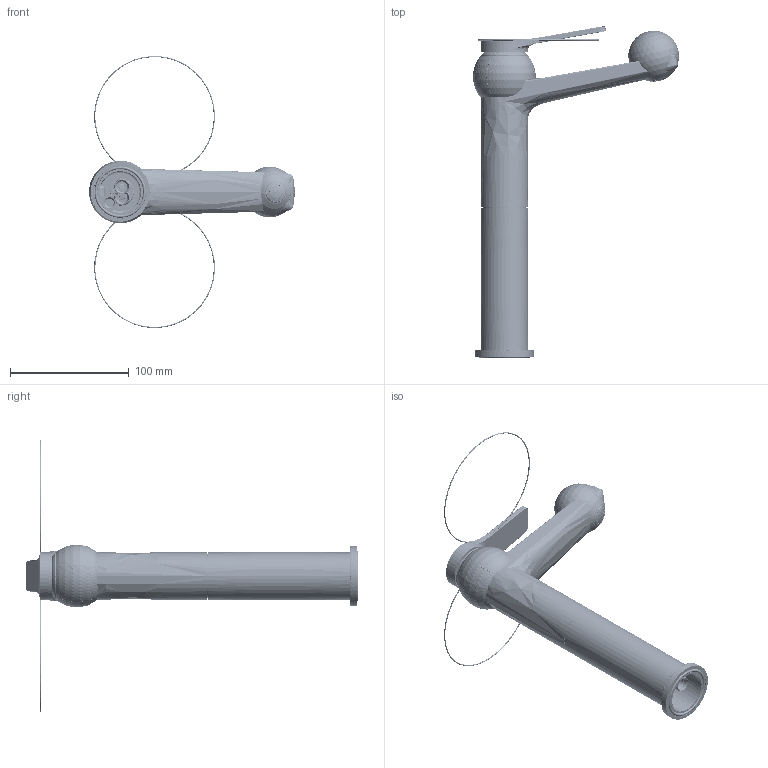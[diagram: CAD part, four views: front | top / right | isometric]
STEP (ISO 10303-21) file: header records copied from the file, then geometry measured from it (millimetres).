
FILE_DESCRIPTION((''),'2;1');
FILE_NAME('WNW168B73_ASM_ASM','2020-05-05T',('fth20'),(''),'CREO PARAMETRIC BY PTC INC, 2015480','CREO PARAMETRIC BY PTC INC, 2015480','');
FILE_SCHEMA(('CONFIG_CONTROL_DESIGN'));
Products named in the file (29): 80W168B7301_1; 81W168B73_1; 80T168B7301_ASM_1_ASM; 80G40X120_1; 70T168B7301_ASM_1_ASM; 80W168014_1; 80W06177_1; 80W06144_1; 8NM60000_1; 81T168B73_ASM_1_ASM; 8J23X2A_AF0_4; 8J24X2A_AF0_4; 8EM4X10_2; J10250MZ04_1; 8YG16482_3; 8ZG168073_3; 8J35X2A_AF0_2; M24421NP-R06_2; M24421NP-R07_2; M24421NP-R08_2; M24421NP-R09_2; 80M24123BNP0_ASM_2_ASM; 80P25WNW2_3; 8CM5X6_1; 80N168073_4; 5DZ1B415_2; 7J45X38X25_2; WNW168B73_ASM_1_ASM; WNW168B73_ASM_ASM
Assembly tree (29 placements, depth 5):
  WNW168B73_ASM_ASM
    WNW168B73_ASM_1_ASM
      70T168B7301_ASM_1_ASM
        80T168B7301_ASM_1_ASM
          80W168B7301_1
          81W168B73_1
        80G40X120_1
      81T168B73_ASM_1_ASM
        80W168014_1
        80W06177_1
        80W06144_1
        8NM60000_1  x2
      8J23X2A_AF0_4
      8J24X2A_AF0_4
      8EM4X10_2
      J10250MZ04_1
      8YG16482_3
      8ZG168073_3
      8J35X2A_AF0_2
      80M24123BNP0_ASM_2_ASM
        M24421NP-R06_2
        M24421NP-R07_2
        M24421NP-R08_2
        M24421NP-R09_2
      80P25WNW2_3
      8CM5X6_1
      80N168073_4
      5DZ1B415_2
      7J45X38X25_2
Bounding box: 173.67 x 279.88 x 229.31 mm (x, y, z)
Surface area: 205042.8 mm2 (no closed solid volume)
Topology: 0 solids, 0 shells, 3274 faces, 19624 edges, 19474 vertices
Faces by surface type: bspline 3125, torus 137, sphere 12
Entity records: 495536 total; most frequent: CARTESIAN_POINT 314091, DIRECTION 25361, TRIMMED_CURVE 22561, VECTOR 20223, LINE 20223, DEFINITIONAL_REPRESENTATION 19215, PCURVE 19215, COMPOSITE_CURVE_SEGMENT 19215
